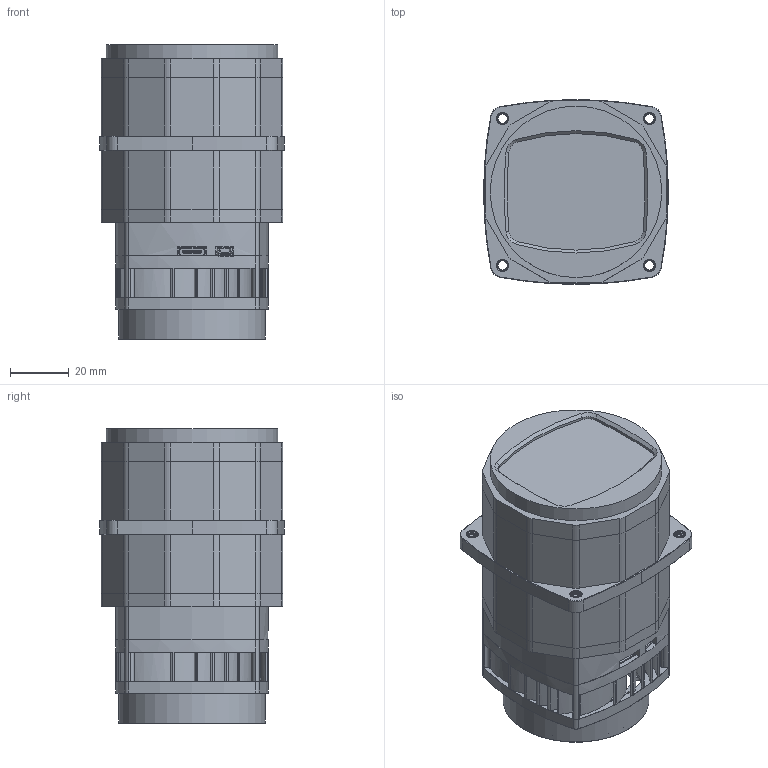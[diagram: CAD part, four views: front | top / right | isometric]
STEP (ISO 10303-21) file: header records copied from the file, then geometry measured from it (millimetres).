
FILE_DESCRIPTION(/* description */ (''),/* implementation_level */ '2;1');
FILE_NAME(/* name */ 'STP-MJ-(MECH-MJ150)-ASSMEBLY.stp',/* time_stamp */ '2019-07-04T15:30:43+02:00',/* author */ (''),/* organization */ (''),/* preprocessor_version */ 'ST-DEVELOPER v16',/* originating_system */ 'SIEMENS PLM Software NX 11.0',/* authorisation */ '');
FILE_SCHEMA (('AUTOMOTIVE_DESIGN { 1 0 10303 214 3 1 1 1 }'));
Products named in the file (5): MECH-MJ150-COOLER; MECH-MJ150-MID2; MECH-MJ150-MID; MECH-MJ150-FRONT; MECH-MJ150-ASSEMBLY
Assembly tree (4 placements, depth 2):
  MECH-MJ150-ASSEMBLY
    MECH-MJ150-FRONT
    MECH-MJ150-MID
    MECH-MJ150-MID2
    MECH-MJ150-COOLER
Bounding box: 62.97 x 62.97 x 100.52 mm (x, y, z)
Volume: 237472 mm3; surface area: 64473.1 mm2
Topology: 11 solids, 11 shells, 1375 faces, 3829 edges, 2452 vertices
Faces by surface type: plane 561, cylinder 483, bspline 163, cone 159, torus 5, sphere 4
Full cylindrical faces by diameter (mm): 1.6 x12, 2 x4, 2.95 x4, 3.2 x4, 18 x1, 47.8 x1, 49.85 x1, 58.47 x1
Entity records: 54764 total; most frequent: CARTESIAN_POINT 19541, ORIENTED_EDGE 7458, DIRECTION 6915, EDGE_CURVE 3729, AXIS2_PLACEMENT_3D 2517, VERTEX_POINT 2427, LINE 1881, VECTOR 1881
